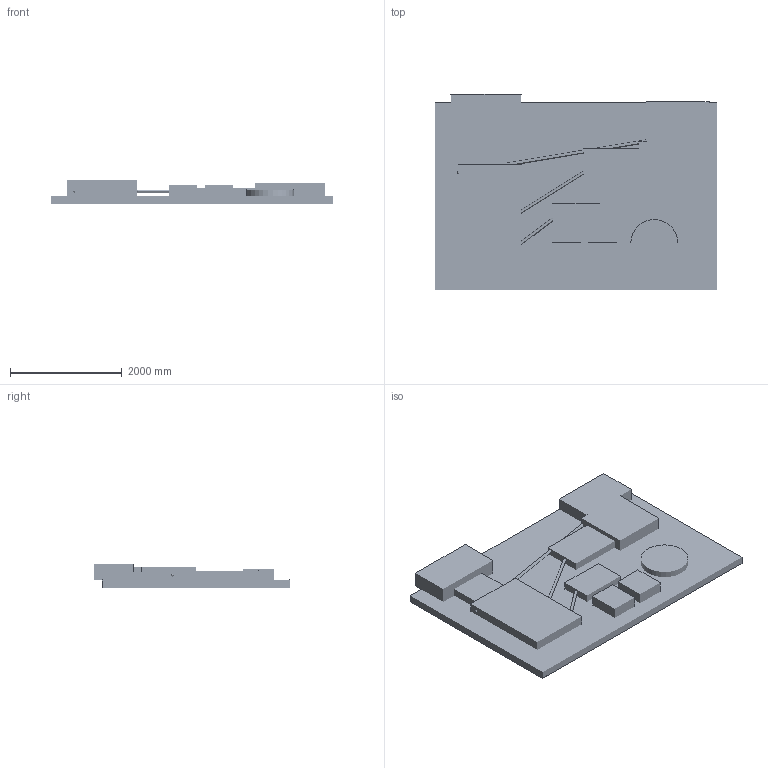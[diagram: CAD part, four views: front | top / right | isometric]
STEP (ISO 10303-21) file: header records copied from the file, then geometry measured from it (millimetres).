
FILE_DESCRIPTION(/* description */ ('STEP AP242','CAx-IF Rec.Pracs.---Representation and Presentation of Product Manufacturing Information (PMI)---4.0---2014-10-13','CAx-IF Rec.Pracs.---3D Tessellated Geometry---0.4---2014-09-14','2;1','CAx-IF Rec.Pracs.---User Defined Attributes---1.5---2016-08-15'),/* implementation_level */ '2;1');
FILE_NAME(/* name */ 'AeroFresh_Components',/* time_stamp */ '2025-11-15T15:49:19Z',/* author */ (''),/* organization */ (''),/* preprocessor_version */ 'ST-DEVELOPER v20',/* originating_system */ 'ONSHAPE BY PTC INC, 1.206',/* authorisation */ ' ');
FILE_SCHEMA (('AP242_MANAGED_MODEL_BASED_3D_ENGINEERING_MIM_LF { 1 0 10303 442 1 1 4 }'));
Length unit declared in the file: metre
Products named in the file (50): Part 29; Part 28; Part 45; Part 27; Part 1; Part 44; Part 26; Part 2; Part 43; Part 25; Part 3; Part 42; Part 24; Part 4; Part 41; Part 23; Part 5; Part 40; Part 6; Part 39; Part 47; Part 31; Part 38; Part 22; Part 7; Part 46; Part 30; Part 37; Part 21; Part 8; Part 48; Part 32; Part 36; Part 20; Part 9; Part 35; Part 19; Part 10; Part 50; Part 34 ...
Bounding box: 5040 x 3500 x 420 mm (x, y, z)
Surface area: 42326987.8 mm2 (no closed solid volume)
Topology: 0 solids, 50 shells, 50 faces, 0 edges, 0 vertices
Faces by surface type: other 50
Entity records: 1858 total; most frequent: STYLED_ITEM 100, PRESENTATION_STYLE_ASSIGNMENT 100, SURFACE_STYLE_USAGE 100, SURFACE_SIDE_STYLE 100, SURFACE_STYLE_FILL_AREA 100, FILL_AREA_STYLE 100, FILL_AREA_STYLE_COLOUR 100, DIRECTION 100
